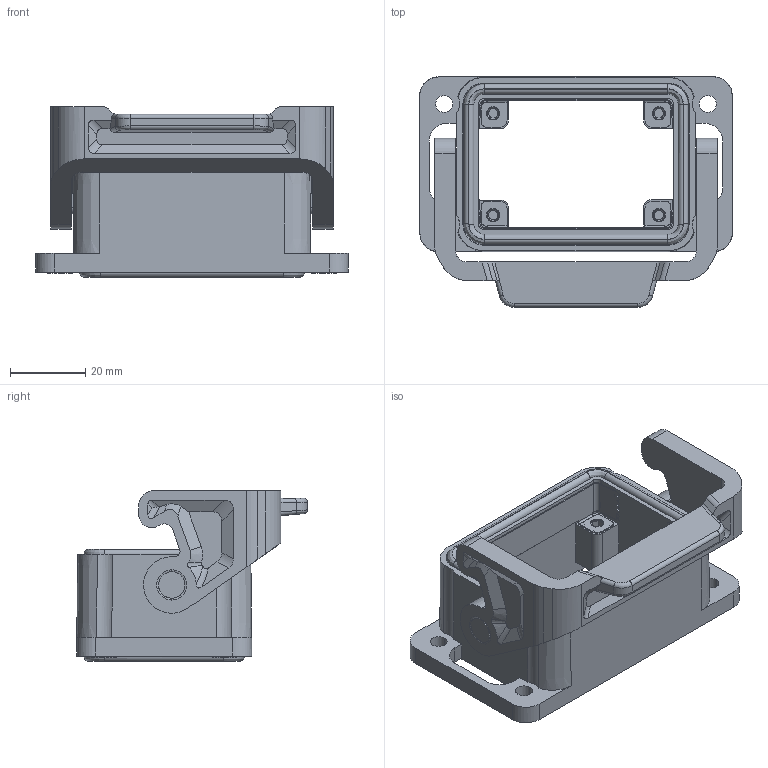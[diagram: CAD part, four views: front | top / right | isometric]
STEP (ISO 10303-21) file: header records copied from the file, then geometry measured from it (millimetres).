
FILE_DESCRIPTION(('Creo Elements/Direct Modeling STEP Export'),'2;1');
FILE_NAME('0ln7uvk5tn71t182880','2023-11-14T14:07:40',(''),(''),'Creo Elements/Direct Modeling STEP processor for AP214 (Solid Model)','Creo Elements/Direct Modeling 20.1B 02-Apr-2019 (C) Parametric Technology GmbH','');
FILE_SCHEMA(('AUTOMOTIVE_DESIGN { 1 0 10303 214 1 1 1 1 }'));
Products named in the file (2): TCHI 06 LB
Assembly tree (1 placements, depth 2):
  TCHI 06 LB
    TCHI 06 LB
Bounding box: 83 x 61.24 x 45.25 mm (x, y, z)
Volume: 48386.3 mm3; surface area: 32924.4 mm2
Topology: 1 solids, 1 shells, 819 faces, 2205 edges, 1366 vertices
Faces by surface type: plane 410, cylinder 229, bspline 78, cone 64, torus 38
Entity records: 45199 total; most frequent: CARTESIAN_POINT 20006, ORIENTED_EDGE 4410, DIRECTION 3284, EDGE_CURVE 2205, VERTEX_POINT 1366, AXIS2_PLACEMENT_3D 1099, VECTOR 1086, LINE 1086
